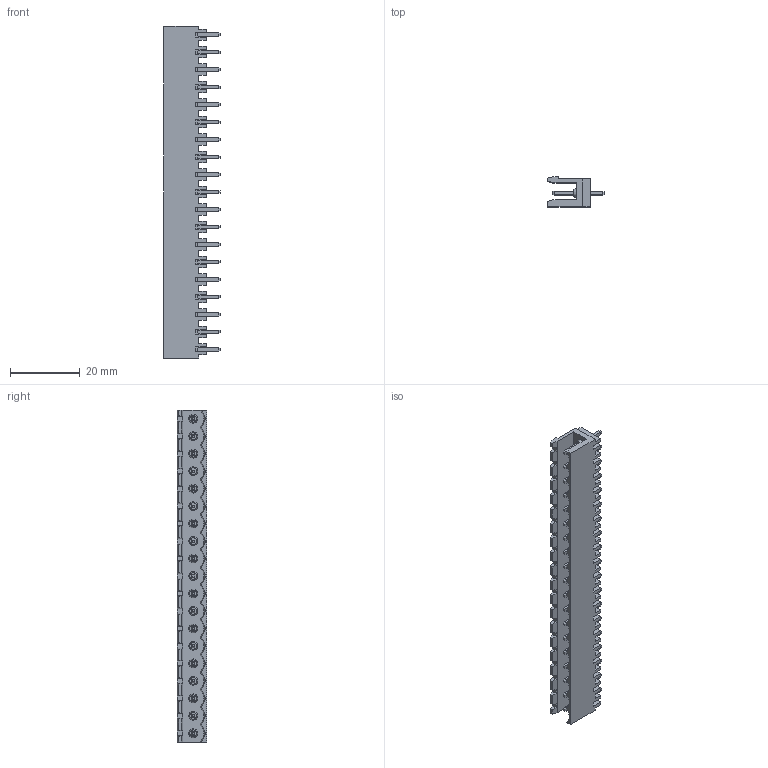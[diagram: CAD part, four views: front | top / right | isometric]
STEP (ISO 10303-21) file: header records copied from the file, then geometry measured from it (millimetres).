
FILE_DESCRIPTION(('STEP AP214'),'1');
FILE_NAME('PV19-5-V.stp','2021-03-31T15:24:29',(' '),(' '),'Spatial InterOp 3D',' ',' ');
FILE_SCHEMA(('automotive_design'));
Length unit declared in the file: metre
Products named in the file (1): 1
Bounding box: 16.2 x 8.5 x 95 mm (x, y, z)
Volume: 4096.6 mm3; surface area: 7757.4 mm2
Topology: 1 solids, 1 shells, 970 faces, 2458 edges, 1569 vertices
Faces by surface type: plane 908, cone 38, cylinder 23, extrusion 1
Entity records: 35933 total; most frequent: CARTESIAN_POINT 5073, ORIENTED_EDGE 4840, DIRECTION 4424, EDGE_CURVE 2420, VECTOR 2278, LINE 2277, VERTEX_POINT 1550, AXIS2_PLACEMENT_3D 1073
